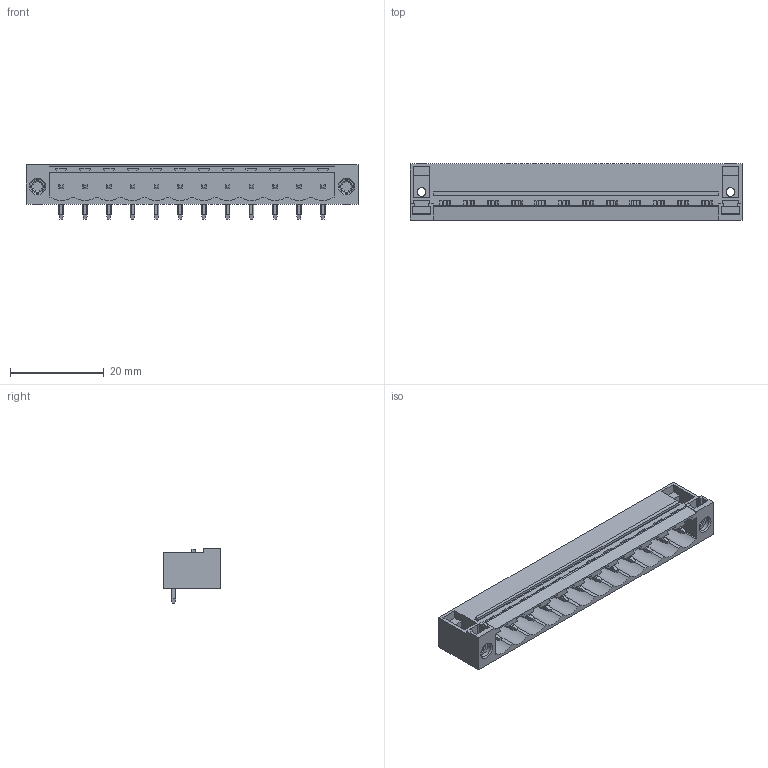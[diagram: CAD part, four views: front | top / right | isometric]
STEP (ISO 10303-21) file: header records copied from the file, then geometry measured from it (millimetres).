
FILE_DESCRIPTION(('CATIA V5 STEP Exchange','CAx-IF Rec.Pracs.--- Model Styling and Organization---1.2---2011-12-15'),'2;1');
FILE_NAME ('D1449189_0_1148940000_1148940000.stp','2018-10-26T07:04:23+00:00',('none'),('Weidmueller'),'CATIA Version 5-6 Release 2014','CATIA V5 STEP AP214','none');
FILE_SCHEMA(('AUTOMOTIVE_DESIGN { 1 0 10303 214 1 1 1 1 }'));
Length unit declared in the file: millimetre
Products named in the file (1): 1148940000
Bounding box: 70.96 x 12 x 11.63 mm (x, y, z)
Volume: 3369.2 mm3; surface area: 5789.9 mm2
Topology: 15 solids, 15 shells, 689 faces, 1905 edges, 1226 vertices
Faces by surface type: plane 447, cylinder 226, cone 16
Entity records: 20046 total; most frequent: CARTESIAN_POINT 4409, ORIENTED_EDGE 3810, DIRECTION 2205, EDGE_CURVE 1899, VECTOR 1339, LINE 1339, VERTEX_POINT 1218, EDGE_LOOP 733
